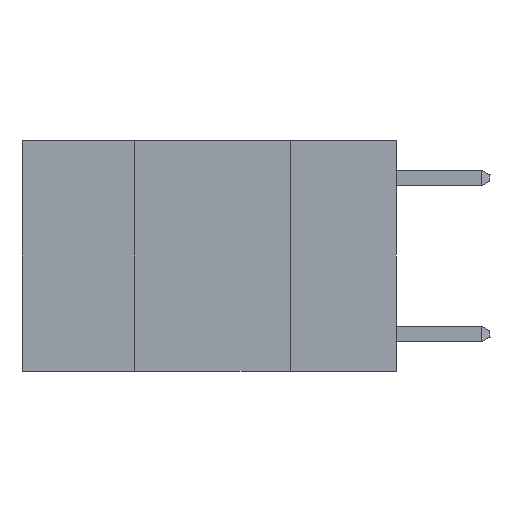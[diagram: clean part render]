
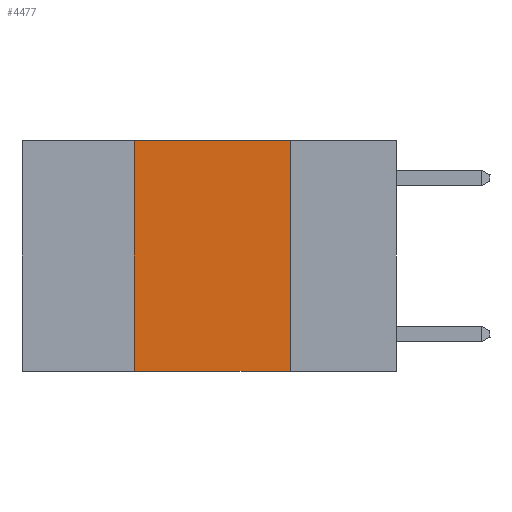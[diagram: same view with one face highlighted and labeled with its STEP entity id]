
A CAD part, left-side view. The second image highlights one B-rep face of the part: STEP entity #4477.
In plain terms, the highlighted planar face has unit normal (-1, 0, 0).
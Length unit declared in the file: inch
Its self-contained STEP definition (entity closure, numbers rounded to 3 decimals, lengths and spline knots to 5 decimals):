
#454 = VERTEX_POINT ( 'NONE', #2953 ) ;
#608 = CARTESIAN_POINT ( 'NONE',  ( 0., 0.17, 0. ) ) ;
#654 = ORIENTED_EDGE ( 'NONE', *, *, #12227, .F. ) ;
#2138 = DIRECTION ( 'NONE',  ( 0., -1., 0. ) ) ;
#2319 = CARTESIAN_POINT ( 'NONE',  ( 0., 0.17, 0. ) ) ;
#2953 = CARTESIAN_POINT ( 'NONE',  ( 0., 0.42, -0.37 ) ) ;
#3268 = LINE ( 'NONE', #15640, #5173 ) ;
#4171 = ORIENTED_EDGE ( 'NONE', *, *, #15548, .F. ) ;
#4477 = ADVANCED_FACE ( 'NONE', ( #13194 ), #10657, .F. ) ;
#4851 = CARTESIAN_POINT ( 'NONE',  ( 0., 0.42, 0. ) ) ;
#5173 = VECTOR ( 'NONE', #2138, 39.37008 ) ;
#5230 = CARTESIAN_POINT ( 'NONE',  ( 0., 0.17, -0.37 ) ) ;
#5569 = DIRECTION ( 'NONE',  ( 0., 0., -1. ) ) ;
#6795 = LINE ( 'NONE', #608, #15855 ) ;
#7595 = CARTESIAN_POINT ( 'NONE',  ( 0., 0.42, 0. ) ) ;
#7656 = ORIENTED_EDGE ( 'NONE', *, *, #9927, .T. ) ;
#8278 = VERTEX_POINT ( 'NONE', #2319 ) ;
#8572 = VERTEX_POINT ( 'NONE', #4851 ) ;
#8812 = DIRECTION ( 'NONE',  ( 0., -1., 0. ) ) ;
#8963 = EDGE_CURVE ( 'NONE', #8278, #13940, #6795, .T. ) ;
#8972 = LINE ( 'NONE', #16069, #13171 ) ;
#9523 = VECTOR ( 'NONE', #13802, 39.37008 ) ;
#9576 = EDGE_LOOP ( 'NONE', ( #15553, #654, #4171, #7656 ) ) ;
#9927 = EDGE_CURVE ( 'NONE', #454, #13940, #3268, .T. ) ;
#10625 = AXIS2_PLACEMENT_3D ( 'NONE', #13354, #15629, #11895 ) ;
#10657 = PLANE ( 'NONE',  #10625 ) ;
#11586 = LINE ( 'NONE', #7595, #9523 ) ;
#11895 = DIRECTION ( 'NONE',  ( 0., 0., -1. ) ) ;
#12227 = EDGE_CURVE ( 'NONE', #8572, #8278, #8972, .T. ) ;
#13171 = VECTOR ( 'NONE', #8812, 39.37008 ) ;
#13194 = FACE_OUTER_BOUND ( 'NONE', #9576, .T. ) ;
#13354 = CARTESIAN_POINT ( 'NONE',  ( 0., 0.6, 0. ) ) ;
#13802 = DIRECTION ( 'NONE',  ( 0., 0., 1. ) ) ;
#13940 = VERTEX_POINT ( 'NONE', #5230 ) ;
#15548 = EDGE_CURVE ( 'NONE', #454, #8572, #11586, .T. ) ;
#15553 = ORIENTED_EDGE ( 'NONE', *, *, #8963, .F. ) ;
#15629 = DIRECTION ( 'NONE',  ( 1., 0., 0. ) ) ;
#15640 = CARTESIAN_POINT ( 'NONE',  ( 0., 0.6, -0.37 ) ) ;
#15855 = VECTOR ( 'NONE', #5569, 39.37008 ) ;
#16069 = CARTESIAN_POINT ( 'NONE',  ( 0., 0.6, 0. ) ) ;
